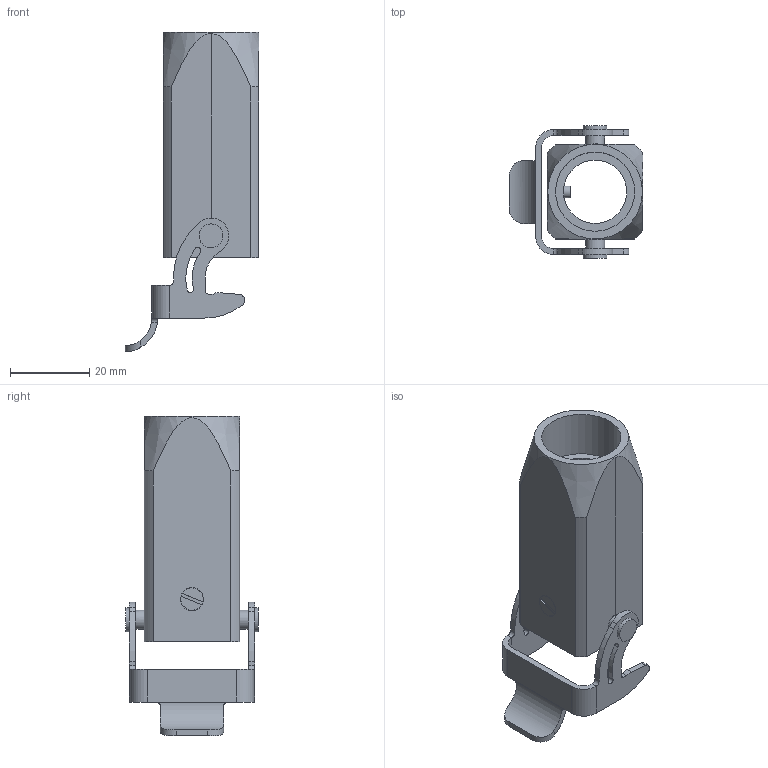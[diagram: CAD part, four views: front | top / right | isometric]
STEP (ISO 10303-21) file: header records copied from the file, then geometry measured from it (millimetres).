
FILE_DESCRIPTION(/* description */ (''),/* implementation_level */ '2;1');
FILE_NAME(/* name */ '100615959ugm000_b.stp',/* time_stamp */ '2019-02-25T15:34:11+01:00',/* author */ (''),/* organization */ (''),/* preprocessor_version */ 'ST-DEVELOPER v16.7',/* originating_system */ 'SIEMENS PLM Software NX 12.0',/* authorisation */ '');
FILE_SCHEMA (('AUTOMOTIVE_DESIGN { 1 0 10303 214 3 1 1 1 }'));
Length unit declared in the file: millimetre
Products named in the file (1): 100615959ugm000_b
Bounding box: 33.86 x 33.5 x 80.74 mm (x, y, z)
Volume: 10191 mm3; surface area: 12823.4 mm2
Topology: 2 solids, 2 shells, 232 faces, 606 edges, 404 vertices
Faces by surface type: plane 153, cylinder 68, cone 7, extrusion 2, revolution 1, torus 1
Full cylindrical faces by diameter (mm): 1.1 x1, 1.3 x1, 2.6 x2, 3 x1, 4.8 x2, 5.9 x1, 6 x2, 16 x1, 20 x1
Entity records: 8919 total; most frequent: CARTESIAN_POINT 1576, ORIENTED_EDGE 1162, DIRECTION 1148, EDGE_CURVE 581, VECTOR 405, LINE 403, VERTEX_POINT 392, AXIS2_PLACEMENT_3D 371
